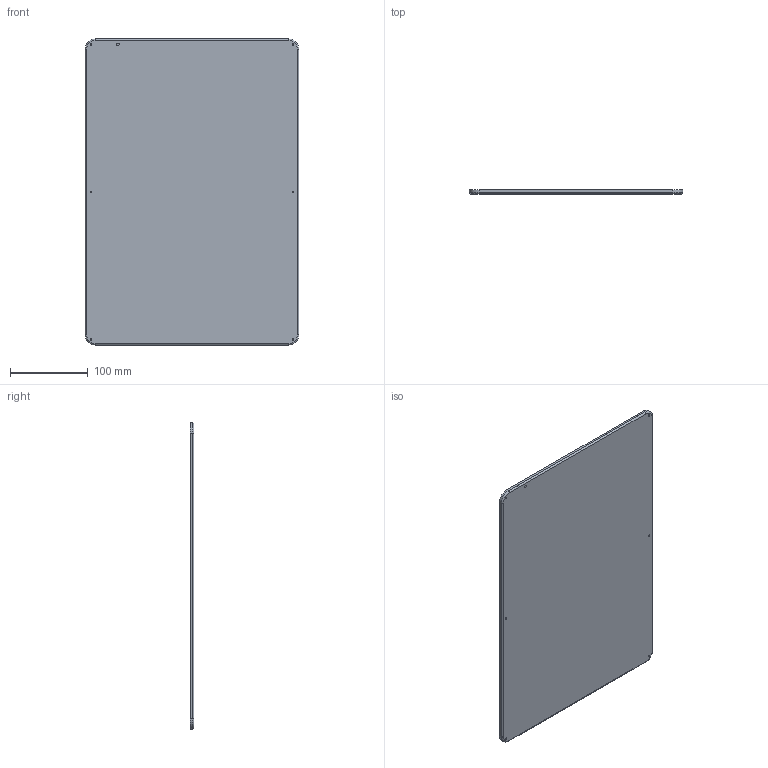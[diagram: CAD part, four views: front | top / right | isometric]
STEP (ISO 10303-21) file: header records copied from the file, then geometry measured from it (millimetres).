
FILE_DESCRIPTION(/* description */ ('STEP AP214'),/* implementation_level */ '2;1');
FILE_NAME(/* name */ '606c9e4d89605b12878cec39',/* time_stamp */ '2021-04-06T17:45:50+00:00',/* author */ (''),/* organization */ (''),/* preprocessor_version */ 'ST-DEVELOPER v18.1',/* originating_system */ ' ',/* authorisation */ ' ');
FILE_SCHEMA (('AUTOMOTIVE_DESIGN {1 0 10303 214 3 1 1}'));
Length unit declared in the file: metre
Products named in the file (38): Ribbon; id5; id8; id11; id14; id17; id20; id23; id26; id29; id32; id35; id38; id41; id44; id47; id50; id53; id56; id59; id62; id65; id68; id71; id74; id77; id80; id83; id86; id89; id92; id95; id98; id101; id104; id107; Top Layer; Base
Bounding box: 274 x 5 x 392.8 mm (x, y, z)
Surface area: 638721.9 mm2
Topology: 38 solids, 38 shells, 298 faces, 666 edges, 444 vertices
Faces by surface type: plane 272, cylinder 22, torus 4
Full cylindrical faces by diameter (mm): 2.5 x12, 3.2 x2
Entity records: 9213 total; most frequent: CARTESIAN_POINT 1432, DIRECTION 1376, ORIENTED_EDGE 1304, EDGE_CURVE 652, LINE 600, VECTOR 600, VERTEX_POINT 444, AXIS2_PLACEMENT_3D 388
